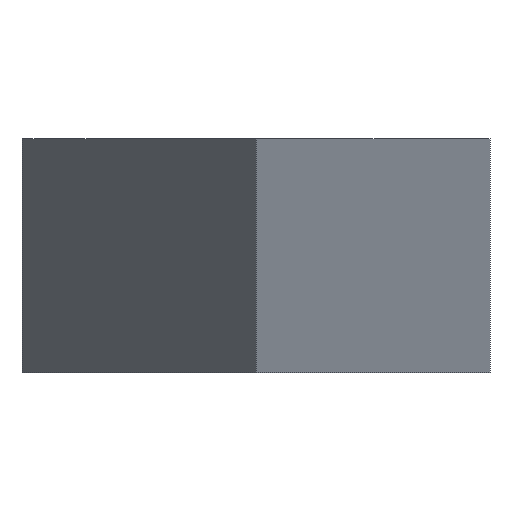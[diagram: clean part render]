
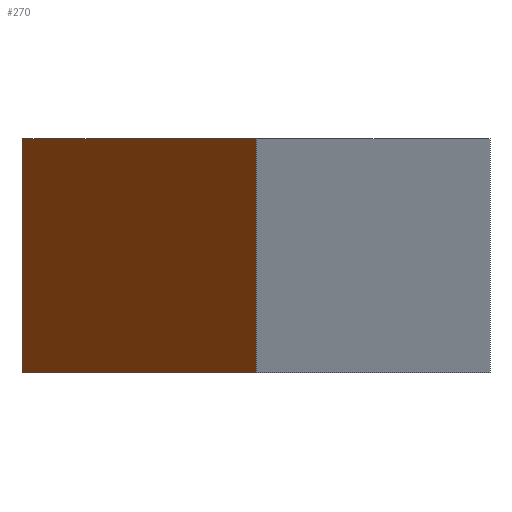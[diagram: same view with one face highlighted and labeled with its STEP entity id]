
A CAD part, front view. The second image highlights one B-rep face of the part: STEP entity #270.
In plain terms, the highlighted planar face has unit normal (-0.962, -0.275, 0).
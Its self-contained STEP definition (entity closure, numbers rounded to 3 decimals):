
#18 = AXIS2_PLACEMENT_3D ( 'NONE', #20, #275, #95 ) ;
#20 = CARTESIAN_POINT ( 'NONE',  ( -3.698, -1.057, 4. ) ) ;
#24 = DIRECTION ( 'NONE',  ( 0.275, -0.962, 0. ) ) ;
#27 = DIRECTION ( 'NONE',  ( 0.275, -0.962, 0. ) ) ;
#30 = EDGE_CURVE ( 'NONE', #214, #152, #44, .T. ) ;
#44 = LINE ( 'NONE', #107, #183 ) ;
#47 = LINE ( 'NONE', #207, #63 ) ;
#60 = VERTEX_POINT ( 'NONE', #218 ) ;
#63 = VECTOR ( 'NONE', #131, 1000. ) ;
#72 = VECTOR ( 'NONE', #24, 1000. ) ;
#79 = VERTEX_POINT ( 'NONE', #263 ) ;
#90 = DIRECTION ( 'NONE',  ( 0., 0., -1. ) ) ;
#95 = DIRECTION ( 'NONE',  ( -0.275, 0.962, 0. ) ) ;
#102 = FACE_OUTER_BOUND ( 'NONE', #146, .T. ) ;
#103 = ORIENTED_EDGE ( 'NONE', *, *, #30, .F. ) ;
#105 = PLANE ( 'NONE',  #18 ) ;
#107 = CARTESIAN_POINT ( 'NONE',  ( -3.698, -1.057, 4. ) ) ;
#112 = CARTESIAN_POINT ( 'NONE',  ( -4., 0., 4. ) ) ;
#113 = EDGE_CURVE ( 'NONE', #152, #60, #197, .T. ) ;
#116 = LINE ( 'NONE', #188, #72 ) ;
#131 = DIRECTION ( 'NONE',  ( 0., 0., -1. ) ) ;
#144 = VECTOR ( 'NONE', #90, 1000. ) ;
#146 = EDGE_LOOP ( 'NONE', ( #170, #233, #103, #273 ) ) ;
#152 = VERTEX_POINT ( 'NONE', #238 ) ;
#170 = ORIENTED_EDGE ( 'NONE', *, *, #279, .T. ) ;
#171 = EDGE_CURVE ( 'NONE', #214, #79, #47, .T. ) ;
#183 = VECTOR ( 'NONE', #27, 1000. ) ;
#188 = CARTESIAN_POINT ( 'NONE',  ( -3.698, -1.057, 0. ) ) ;
#197 = LINE ( 'NONE', #201, #144 ) ;
#201 = CARTESIAN_POINT ( 'NONE',  ( 0., -14., 4. ) ) ;
#207 = CARTESIAN_POINT ( 'NONE',  ( -4., 0., 4. ) ) ;
#214 = VERTEX_POINT ( 'NONE', #112 ) ;
#218 = CARTESIAN_POINT ( 'NONE',  ( 0., -14., 0. ) ) ;
#233 = ORIENTED_EDGE ( 'NONE', *, *, #113, .F. ) ;
#238 = CARTESIAN_POINT ( 'NONE',  ( 0., -14., 4. ) ) ;
#263 = CARTESIAN_POINT ( 'NONE',  ( -4., 0., 0. ) ) ;
#270 = ADVANCED_FACE ( 'NONE', ( #102 ), #105, .F. ) ;
#273 = ORIENTED_EDGE ( 'NONE', *, *, #171, .T. ) ;
#275 = DIRECTION ( 'NONE',  ( 0.962, 0.275, 0. ) ) ;
#279 = EDGE_CURVE ( 'NONE', #79, #60, #116, .T. ) ;
